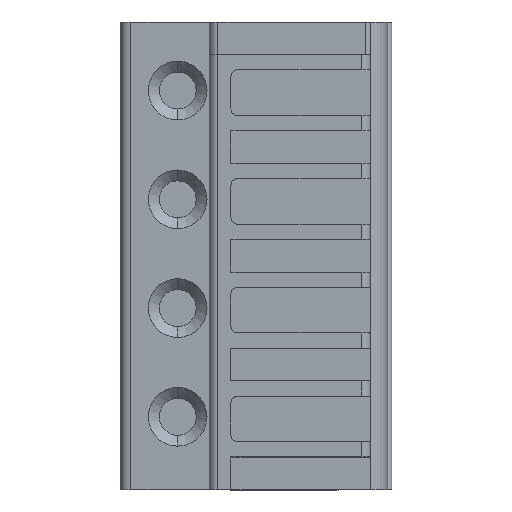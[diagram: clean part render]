
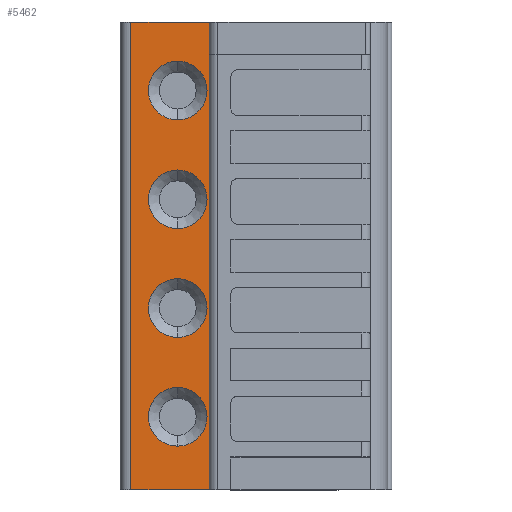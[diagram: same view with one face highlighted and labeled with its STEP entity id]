
A CAD part, top view. The second image highlights one B-rep face of the part: STEP entity #5462.
In plain terms, the highlighted planar face has unit normal (0, 0, 1).
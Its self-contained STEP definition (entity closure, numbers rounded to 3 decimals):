
#41=DIRECTION('',(0.,1.,0.));
#42=VECTOR('',#41,21.5);
#43=CARTESIAN_POINT('',(-2.15,-20.,3.3));
#44=LINE('',#43,#42);
#542=DIRECTION('',(1.,0.,0.));
#543=VECTOR('',#542,3.6);
#544=CARTESIAN_POINT('',(-5.75,1.5,3.3));
#545=LINE('',#544,#543);
#1489=DIRECTION('',(1.,0.,0.));
#1490=VECTOR('',#1489,3.6);
#1491=CARTESIAN_POINT('',(-5.75,-20.,3.3));
#1492=LINE('',#1491,#1490);
#1995=CARTESIAN_POINT('',(-3.6,-1.65,3.3));
#1996=DIRECTION('',(0.,0.,-1.));
#1997=DIRECTION('',(0.,-1.,0.));
#1998=AXIS2_PLACEMENT_3D('',#1995,#1996,#1997);
#2000=CARTESIAN_POINT('',(-3.6,-1.65,3.3));
#2001=DIRECTION('',(0.,0.,-1.));
#2002=DIRECTION('',(0.,1.,0.));
#2003=AXIS2_PLACEMENT_3D('',#2000,#2001,#2002);
#2005=CARTESIAN_POINT('',(-3.6,-6.65,3.3));
#2006=DIRECTION('',(0.,0.,-1.));
#2007=DIRECTION('',(0.,-1.,0.));
#2008=AXIS2_PLACEMENT_3D('',#2005,#2006,#2007);
#2010=CARTESIAN_POINT('',(-3.6,-6.65,3.3));
#2011=DIRECTION('',(0.,0.,-1.));
#2012=DIRECTION('',(0.,1.,0.));
#2013=AXIS2_PLACEMENT_3D('',#2010,#2011,#2012);
#2015=CARTESIAN_POINT('',(-3.6,-11.65,3.3));
#2016=DIRECTION('',(0.,0.,-1.));
#2017=DIRECTION('',(0.,-1.,0.));
#2018=AXIS2_PLACEMENT_3D('',#2015,#2016,#2017);
#2020=CARTESIAN_POINT('',(-3.6,-11.65,3.3));
#2021=DIRECTION('',(0.,0.,-1.));
#2022=DIRECTION('',(0.,1.,0.));
#2023=AXIS2_PLACEMENT_3D('',#2020,#2021,#2022);
#2025=CARTESIAN_POINT('',(-3.6,-16.65,3.3));
#2026=DIRECTION('',(0.,0.,-1.));
#2027=DIRECTION('',(0.,-1.,0.));
#2028=AXIS2_PLACEMENT_3D('',#2025,#2026,#2027);
#2030=CARTESIAN_POINT('',(-3.6,-16.65,3.3));
#2031=DIRECTION('',(0.,0.,-1.));
#2032=DIRECTION('',(0.,1.,0.));
#2033=AXIS2_PLACEMENT_3D('',#2030,#2031,#2032);
#2035=DIRECTION('',(0.,1.,0.));
#2036=VECTOR('',#2035,21.5);
#2037=CARTESIAN_POINT('',(-5.75,-20.,3.3));
#2038=LINE('',#2037,#2036);
#2361=CARTESIAN_POINT('',(-5.75,-20.,3.3));
#2362=VERTEX_POINT('',#2361);
#2363=CARTESIAN_POINT('',(-2.15,-20.,3.3));
#2364=VERTEX_POINT('',#2363);
#2841=CARTESIAN_POINT('',(-3.6,-3.,3.3));
#2842=CARTESIAN_POINT('',(-3.6,-0.3,3.3));
#2843=VERTEX_POINT('',#2841);
#2844=VERTEX_POINT('',#2842);
#2849=CARTESIAN_POINT('',(-3.6,-8.,3.3));
#2850=CARTESIAN_POINT('',(-3.6,-5.3,3.3));
#2851=VERTEX_POINT('',#2849);
#2852=VERTEX_POINT('',#2850);
#2857=CARTESIAN_POINT('',(-3.6,-13.,3.3));
#2858=CARTESIAN_POINT('',(-3.6,-10.3,3.3));
#2859=VERTEX_POINT('',#2857);
#2860=VERTEX_POINT('',#2858);
#2865=CARTESIAN_POINT('',(-3.6,-18.,3.3));
#2866=CARTESIAN_POINT('',(-3.6,-15.3,3.3));
#2867=VERTEX_POINT('',#2865);
#2868=VERTEX_POINT('',#2866);
#2915=CARTESIAN_POINT('',(-5.75,1.5,3.3));
#2916=VERTEX_POINT('',#2915);
#2917=CARTESIAN_POINT('',(-2.15,1.5,3.3));
#2918=VERTEX_POINT('',#2917);
#5427=CARTESIAN_POINT('',(-5.75,0.,3.3));
#5428=DIRECTION('',(0.,0.,1.));
#5429=DIRECTION('',(1.,0.,0.));
#5430=AXIS2_PLACEMENT_3D('',#5427,#5428,#5429);
#5431=PLANE('',#5430);
#5432=ORIENTED_EDGE('',*,*,#5421,.T.);
#5433=ORIENTED_EDGE('',*,*,#3488,.T.);
#5434=ORIENTED_EDGE('',*,*,#3019,.F.);
#5435=ORIENTED_EDGE('',*,*,#4467,.F.);
#5436=EDGE_LOOP('',(#5432,#5433,#5434,#5435));
#5437=FACE_OUTER_BOUND('',#5436,.F.);
#5439=ORIENTED_EDGE('',*,*,#5438,.F.);
#5441=ORIENTED_EDGE('',*,*,#5440,.F.);
#5442=EDGE_LOOP('',(#5439,#5441));
#5443=FACE_BOUND('',#5442,.F.);
#5445=ORIENTED_EDGE('',*,*,#5444,.F.);
#5447=ORIENTED_EDGE('',*,*,#5446,.F.);
#5448=EDGE_LOOP('',(#5445,#5447));
#5449=FACE_BOUND('',#5448,.F.);
#5451=ORIENTED_EDGE('',*,*,#5450,.F.);
#5453=ORIENTED_EDGE('',*,*,#5452,.F.);
#5454=EDGE_LOOP('',(#5451,#5453));
#5455=FACE_BOUND('',#5454,.F.);
#5457=ORIENTED_EDGE('',*,*,#5456,.F.);
#5459=ORIENTED_EDGE('',*,*,#5458,.F.);
#5460=EDGE_LOOP('',(#5457,#5459));
#5461=FACE_BOUND('',#5460,.F.);
#5462=ADVANCED_FACE('',(#5437,#5443,#5449,#5455,#5461),#5431,.T.);
#1999=CIRCLE('',#1998,1.35);
#2004=CIRCLE('',#2003,1.35);
#2009=CIRCLE('',#2008,1.35);
#2014=CIRCLE('',#2013,1.35);
#2019=CIRCLE('',#2018,1.35);
#2024=CIRCLE('',#2023,1.35);
#2029=CIRCLE('',#2028,1.35);
#2034=CIRCLE('',#2033,1.35);
#3019=EDGE_CURVE('',#2364,#2918,#44,.T.);
#3488=EDGE_CURVE('',#2916,#2918,#545,.T.);
#4467=EDGE_CURVE('',#2362,#2364,#1492,.T.);
#5421=EDGE_CURVE('',#2362,#2916,#2038,.T.);
#5438=EDGE_CURVE('',#2851,#2852,#2009,.T.);
#5440=EDGE_CURVE('',#2852,#2851,#2014,.T.);
#5444=EDGE_CURVE('',#2859,#2860,#2019,.T.);
#5446=EDGE_CURVE('',#2860,#2859,#2024,.T.);
#5450=EDGE_CURVE('',#2867,#2868,#2029,.T.);
#5452=EDGE_CURVE('',#2868,#2867,#2034,.T.);
#5456=EDGE_CURVE('',#2843,#2844,#1999,.T.);
#5458=EDGE_CURVE('',#2844,#2843,#2004,.T.);
